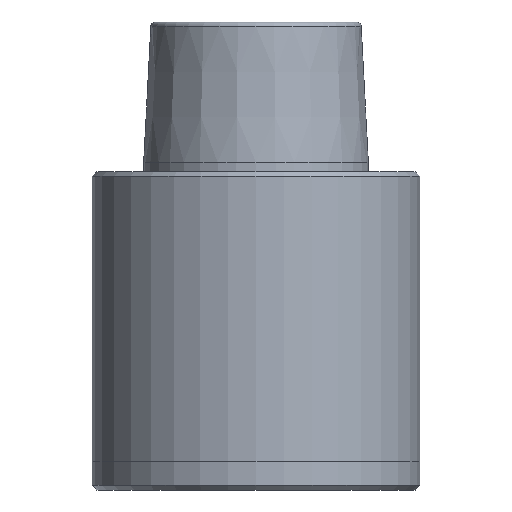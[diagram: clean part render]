
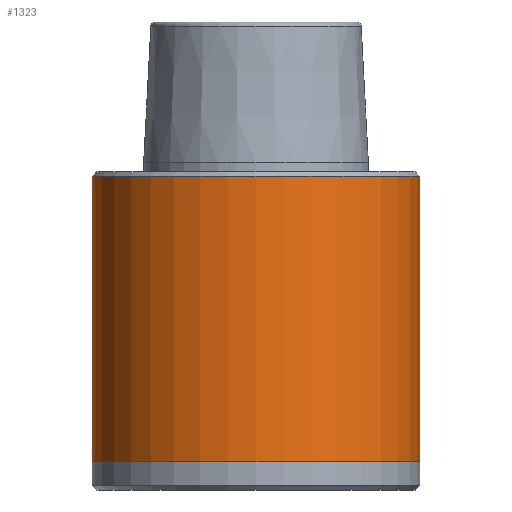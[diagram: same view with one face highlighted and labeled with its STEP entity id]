
A CAD part, front view. The second image highlights one B-rep face of the part: STEP entity #1323.
In plain terms, the highlighted cylindrical face has radius 17.5 mm (diameter 35 mm), a partial arc.
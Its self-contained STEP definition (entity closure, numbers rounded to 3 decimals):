
#33 = CARTESIAN_POINT ( 'NONE',  ( -17.5, 0., -32. ) ) ;
#136 = LINE ( 'NONE', #1333, #981 ) ;
#157 = DIRECTION ( 'NONE',  ( 1., 0., 0. ) ) ;
#198 = VERTEX_POINT ( 'NONE', #1272 ) ;
#250 = EDGE_LOOP ( 'NONE', ( #1231, #651, #961, #386 ) ) ;
#258 = CARTESIAN_POINT ( 'NONE',  ( 17.5, 0., -1.5 ) ) ;
#260 = CIRCLE ( 'NONE', #453, 17.5 ) ;
#275 = CARTESIAN_POINT ( 'NONE',  ( 0., 0., -35. ) ) ;
#341 = EDGE_CURVE ( 'NONE', #198, #970, #136, .T. ) ;
#348 = CARTESIAN_POINT ( 'NONE',  ( 0., 0., -32. ) ) ;
#351 = CARTESIAN_POINT ( 'NONE',  ( -17.5, 0., -35. ) ) ;
#386 = ORIENTED_EDGE ( 'NONE', *, *, #655, .T. ) ;
#409 = LINE ( 'NONE', #351, #916 ) ;
#414 = EDGE_CURVE ( 'NONE', #1372, #1182, #409, .T. ) ;
#453 = AXIS2_PLACEMENT_3D ( 'NONE', #1206, #551, #1325 ) ;
#471 = AXIS2_PLACEMENT_3D ( 'NONE', #275, #1270, #157 ) ;
#477 = FACE_OUTER_BOUND ( 'NONE', #250, .T. ) ;
#551 = DIRECTION ( 'NONE',  ( 0., 0., -1. ) ) ;
#597 = AXIS2_PLACEMENT_3D ( 'NONE', #348, #878, #1024 ) ;
#651 = ORIENTED_EDGE ( 'NONE', *, *, #733, .T. ) ;
#655 = EDGE_CURVE ( 'NONE', #970, #1182, #260, .T. ) ;
#733 = EDGE_CURVE ( 'NONE', #1372, #198, #1034, .T. ) ;
#878 = DIRECTION ( 'NONE',  ( 0., 0., 1. ) ) ;
#890 = CARTESIAN_POINT ( 'NONE',  ( -17.5, 0., -1.5 ) ) ;
#916 = VECTOR ( 'NONE', #1265, 1000. ) ;
#961 = ORIENTED_EDGE ( 'NONE', *, *, #341, .T. ) ;
#970 = VERTEX_POINT ( 'NONE', #258 ) ;
#981 = VECTOR ( 'NONE', #1110, 1000. ) ;
#1024 = DIRECTION ( 'NONE',  ( 1., 0., 0. ) ) ;
#1034 = CIRCLE ( 'NONE', #597, 17.5 ) ;
#1110 = DIRECTION ( 'NONE',  ( 0., 0., 1. ) ) ;
#1182 = VERTEX_POINT ( 'NONE', #890 ) ;
#1206 = CARTESIAN_POINT ( 'NONE',  ( 0., 0., -1.5 ) ) ;
#1231 = ORIENTED_EDGE ( 'NONE', *, *, #414, .F. ) ;
#1265 = DIRECTION ( 'NONE',  ( 0., 0., 1. ) ) ;
#1270 = DIRECTION ( 'NONE',  ( 0., 0., 1. ) ) ;
#1272 = CARTESIAN_POINT ( 'NONE',  ( 17.5, 0., -32. ) ) ;
#1322 = CYLINDRICAL_SURFACE ( 'NONE', #471, 17.5 ) ;
#1323 = ADVANCED_FACE ( 'NONE', ( #477 ), #1322, .T. ) ;
#1325 = DIRECTION ( 'NONE',  ( -1., 0., 0. ) ) ;
#1333 = CARTESIAN_POINT ( 'NONE',  ( 17.5, 0., -35. ) ) ;
#1372 = VERTEX_POINT ( 'NONE', #33 ) ;
